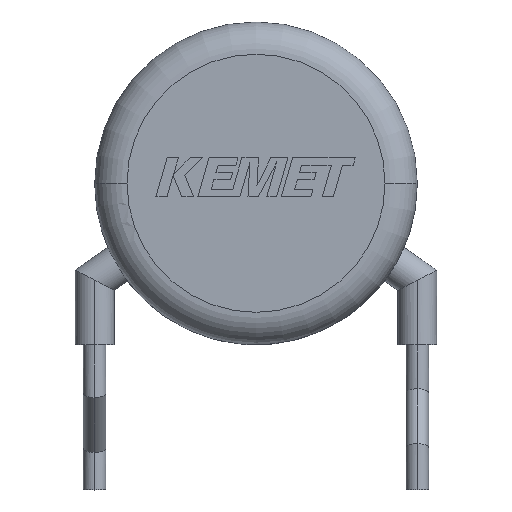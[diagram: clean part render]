
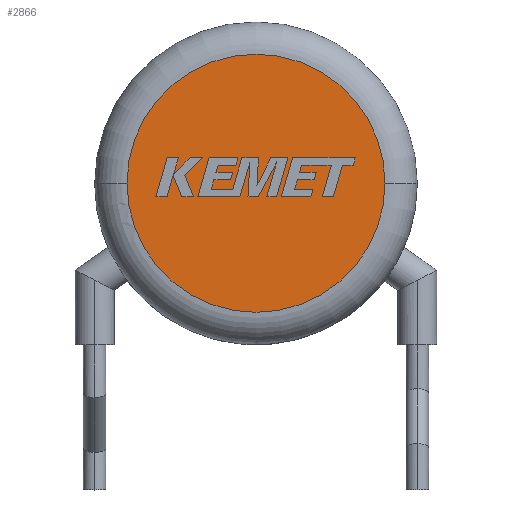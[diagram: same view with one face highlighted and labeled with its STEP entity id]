
A CAD part, top view. The second image highlights one B-rep face of the part: STEP entity #2866.
In plain terms, the highlighted planar face has unit normal (0, 0, 1).
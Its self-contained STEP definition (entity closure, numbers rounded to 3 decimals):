
#9 = CARTESIAN_POINT ( 'NONE',  ( -4., 0., 6. ) ) ;
#361 = PLANE ( 'NONE',  #2313 ) ;
#382 = DIRECTION ( 'NONE',  ( 0., 0., 1. ) ) ;
#551 = DIRECTION ( 'NONE',  ( 0., 0., 1. ) ) ;
#595 = EDGE_CURVE ( 'NONE', #763, #1854, #3213, .T. ) ;
#763 = VERTEX_POINT ( 'NONE', #2419 ) ;
#1062 = DIRECTION ( 'NONE',  ( 1., 0., 0. ) ) ;
#1236 = EDGE_CURVE ( 'NONE', #1854, #763, #1476, .T. ) ;
#1476 = CIRCLE ( 'NONE', #2535, 4. ) ;
#1499 = DIRECTION ( 'NONE',  ( 1., 0., 0. ) ) ;
#1787 = DIRECTION ( 'NONE',  ( 1., 0., 0. ) ) ;
#1854 = VERTEX_POINT ( 'NONE', #9 ) ;
#2313 = AXIS2_PLACEMENT_3D ( 'NONE', #3451, #3110, #1062 ) ;
#2419 = CARTESIAN_POINT ( 'NONE',  ( 4., 0., 6. ) ) ;
#2434 = EDGE_LOOP ( 'NONE', ( #3070, #2521 ) ) ;
#2448 = CARTESIAN_POINT ( 'NONE',  ( 0., 0., 6. ) ) ;
#2521 = ORIENTED_EDGE ( 'NONE', *, *, #1236, .T. ) ;
#2535 = AXIS2_PLACEMENT_3D ( 'NONE', #3250, #551, #1787 ) ;
#2769 = AXIS2_PLACEMENT_3D ( 'NONE', #2448, #382, #1499 ) ;
#2866 = ADVANCED_FACE ( 'NONE', ( #3640 ), #361, .T. ) ;
#3070 = ORIENTED_EDGE ( 'NONE', *, *, #595, .T. ) ;
#3110 = DIRECTION ( 'NONE',  ( 0., 0., 1. ) ) ;
#3213 = CIRCLE ( 'NONE', #2769, 4. ) ;
#3250 = CARTESIAN_POINT ( 'NONE',  ( 0., 0., 6. ) ) ;
#3451 = CARTESIAN_POINT ( 'NONE',  ( 0., 0., 6. ) ) ;
#3640 = FACE_OUTER_BOUND ( 'NONE', #2434, .T. ) ;
